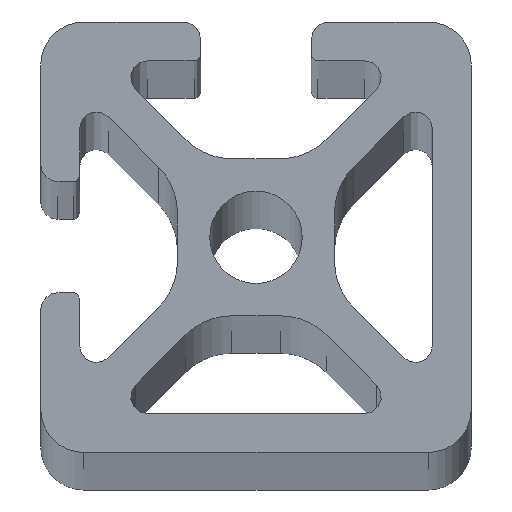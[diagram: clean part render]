
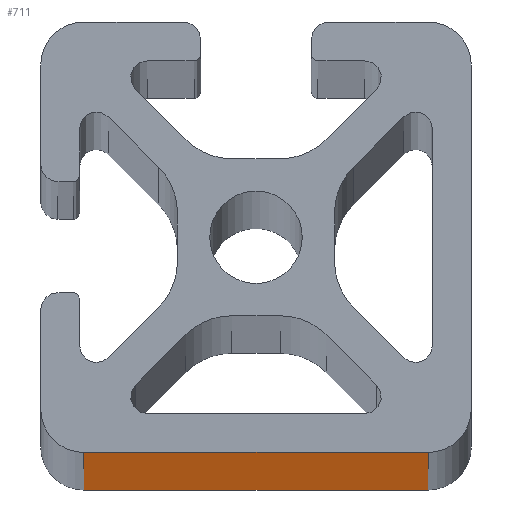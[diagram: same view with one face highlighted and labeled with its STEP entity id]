
A CAD part, top view. The second image highlights one B-rep face of the part: STEP entity #711.
In plain terms, the highlighted planar face has unit normal (0, -1, 0).
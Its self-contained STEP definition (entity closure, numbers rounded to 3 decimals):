
#653=CARTESIAN_POINT('',(16.,0.0,1000.0));
#654=VERTEX_POINT('',#653);
#662=CARTESIAN_POINT('',(16.,0.0,0.0));
#663=VERTEX_POINT('',#662);
#664=CARTESIAN_POINT('',(16.,0.0,0.0));
#665=DIRECTION('',(0.0,0.0,1.0));
#666=VECTOR('',#665,1000.0);
#667=LINE('',#664,#666);
#668=EDGE_CURVE('',#663,#654,#667,.T.);
#681=CARTESIAN_POINT('',(16.,0.0,0.0));
#682=DIRECTION('',(0.0,-1.0,0.0));
#683=DIRECTION('',(0.0,0.0,-1.0));
#684=AXIS2_PLACEMENT_3D('',#681,#682,#683);
#685=PLANE('',#684);
#686=CARTESIAN_POINT('',(0.0,0.0,1000.0));
#687=VERTEX_POINT('',#686);
#688=CARTESIAN_POINT('',(16.,0.0,1000.0));
#689=DIRECTION('',(-1.0,0.0,0.0));
#690=VECTOR('',#689,16.);
#691=LINE('',#688,#690);
#692=EDGE_CURVE('',#654,#687,#691,.T.);
#693=ORIENTED_EDGE('',*,*,#692,.T.);
#694=CARTESIAN_POINT('',(0.0,0.0,0.0));
#695=VERTEX_POINT('',#694);
#696=CARTESIAN_POINT('',(0.0,0.0,0.0));
#697=DIRECTION('',(0.0,0.0,1.0));
#698=VECTOR('',#697,1000.0);
#699=LINE('',#696,#698);
#700=EDGE_CURVE('',#695,#687,#699,.T.);
#701=ORIENTED_EDGE('',*,*,#700,.F.);
#702=CARTESIAN_POINT('',(0.0,0.0,0.0));
#703=DIRECTION('',(1.0,0.0,0.0));
#704=VECTOR('',#703,16.);
#705=LINE('',#702,#704);
#706=EDGE_CURVE('',#695,#663,#705,.T.);
#707=ORIENTED_EDGE('',*,*,#706,.T.);
#708=ORIENTED_EDGE('',*,*,#668,.T.);
#709=EDGE_LOOP('',(#693,#701,#707,#708));
#710=FACE_OUTER_BOUND('',#709,.T.);
#711=ADVANCED_FACE('',(#710),#685,.T.);
